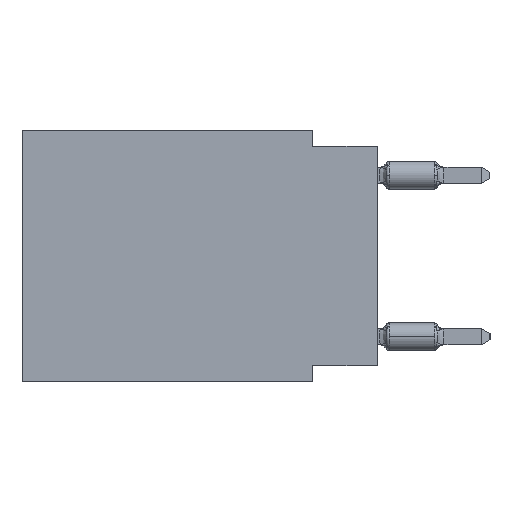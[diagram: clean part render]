
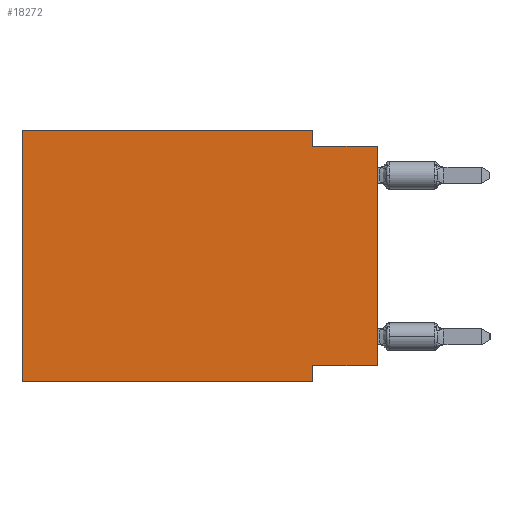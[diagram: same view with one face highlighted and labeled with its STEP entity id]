
A CAD part, left-side view. The second image highlights one B-rep face of the part: STEP entity #18272.
In plain terms, the highlighted planar face has unit normal (-1, 0, 0).
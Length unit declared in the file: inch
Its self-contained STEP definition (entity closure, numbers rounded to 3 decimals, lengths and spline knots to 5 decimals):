
#224 = DIRECTION ( 'NONE',  ( 0., -1., 0. ) ) ;
#1226 = EDGE_CURVE ( 'NONE', #13520, #16178, #18183, .T. ) ;
#1238 = CARTESIAN_POINT ( 'NONE',  ( 0., 0.1, -0.365 ) ) ;
#1384 = CARTESIAN_POINT ( 'NONE',  ( 0., 0.55, 0. ) ) ;
#1637 = VECTOR ( 'NONE', #3231, 39.37008 ) ;
#1913 = EDGE_CURVE ( 'NONE', #12066, #12907, #9852, .T. ) ;
#3008 = FACE_OUTER_BOUND ( 'NONE', #4294, .T. ) ;
#3116 = DIRECTION ( 'NONE',  ( 1., 0., 0. ) ) ;
#3231 = DIRECTION ( 'NONE',  ( 0., 1., 0. ) ) ;
#3799 = EDGE_CURVE ( 'NONE', #4502, #12907, #16503, .T. ) ;
#4134 = DIRECTION ( 'NONE',  ( 0., 0., -1. ) ) ;
#4294 = EDGE_LOOP ( 'NONE', ( #14750, #7545, #7566, #4763, #11648, #13963, #7163, #16339 ) ) ;
#4375 = DIRECTION ( 'NONE',  ( 0., -1., 0. ) ) ;
#4502 = VERTEX_POINT ( 'NONE', #9689 ) ;
#4763 = ORIENTED_EDGE ( 'NONE', *, *, #1226, .F. ) ;
#4778 = LINE ( 'NONE', #10738, #12564 ) ;
#5456 = EDGE_CURVE ( 'NONE', #12066, #6631, #10818, .T. ) ;
#5528 = VECTOR ( 'NONE', #4375, 39.37008 ) ;
#5732 = AXIS2_PLACEMENT_3D ( 'NONE', #1384, #3116, #7769 ) ;
#5885 = CARTESIAN_POINT ( 'NONE',  ( 0., 0.55, -0.39 ) ) ;
#6601 = CARTESIAN_POINT ( 'NONE',  ( 0., 0.55, 0. ) ) ;
#6631 = VERTEX_POINT ( 'NONE', #1238 ) ;
#7163 = ORIENTED_EDGE ( 'NONE', *, *, #18631, .F. ) ;
#7193 = LINE ( 'NONE', #6601, #8230 ) ;
#7238 = LINE ( 'NONE', #8466, #19922 ) ;
#7545 = ORIENTED_EDGE ( 'NONE', *, *, #3799, .F. ) ;
#7566 = ORIENTED_EDGE ( 'NONE', *, *, #10720, .F. ) ;
#7769 = DIRECTION ( 'NONE',  ( 0., 0., -1. ) ) ;
#8230 = VECTOR ( 'NONE', #19313, 39.37008 ) ;
#8432 = CARTESIAN_POINT ( 'NONE',  ( 0., 0.1, -0.39 ) ) ;
#8466 = CARTESIAN_POINT ( 'NONE',  ( 0., 0.1, -0.39 ) ) ;
#8500 = VERTEX_POINT ( 'NONE', #8432 ) ;
#9236 = CARTESIAN_POINT ( 'NONE',  ( 0., 0., -0.025 ) ) ;
#9528 = VECTOR ( 'NONE', #4134, 39.37008 ) ;
#9556 = DIRECTION ( 'NONE',  ( 0., 0., 1. ) ) ;
#9689 = CARTESIAN_POINT ( 'NONE',  ( 0., 0.1, -0.025 ) ) ;
#9852 = LINE ( 'NONE', #11060, #15207 ) ;
#10216 = DIRECTION ( 'NONE',  ( 0., -1., 0. ) ) ;
#10394 = LINE ( 'NONE', #13315, #9528 ) ;
#10720 = EDGE_CURVE ( 'NONE', #16178, #4502, #10394, .T. ) ;
#10736 = CARTESIAN_POINT ( 'NONE',  ( 0., 0.1, 0. ) ) ;
#10738 = CARTESIAN_POINT ( 'NONE',  ( 0., 0.55, -0.39 ) ) ;
#10818 = LINE ( 'NONE', #15569, #1637 ) ;
#11060 = CARTESIAN_POINT ( 'NONE',  ( 0., 0., 0. ) ) ;
#11431 = EDGE_CURVE ( 'NONE', #12713, #13520, #7193, .T. ) ;
#11648 = ORIENTED_EDGE ( 'NONE', *, *, #11431, .F. ) ;
#12066 = VERTEX_POINT ( 'NONE', #18769 ) ;
#12086 = CARTESIAN_POINT ( 'NONE',  ( 0., 0.55, 0. ) ) ;
#12406 = PLANE ( 'NONE',  #5732 ) ;
#12564 = VECTOR ( 'NONE', #224, 39.37008 ) ;
#12713 = VERTEX_POINT ( 'NONE', #5885 ) ;
#12907 = VERTEX_POINT ( 'NONE', #9236 ) ;
#13315 = CARTESIAN_POINT ( 'NONE',  ( 0., 0.1, 0. ) ) ;
#13400 = DIRECTION ( 'NONE',  ( 0., 0., -1. ) ) ;
#13470 = CARTESIAN_POINT ( 'NONE',  ( 0., 0., -0.025 ) ) ;
#13520 = VERTEX_POINT ( 'NONE', #12086 ) ;
#13963 = ORIENTED_EDGE ( 'NONE', *, *, #19945, .T. ) ;
#14503 = VECTOR ( 'NONE', #10216, 39.37008 ) ;
#14750 = ORIENTED_EDGE ( 'NONE', *, *, #1913, .T. ) ;
#15207 = VECTOR ( 'NONE', #9556, 39.37008 ) ;
#15569 = CARTESIAN_POINT ( 'NONE',  ( 0., 0., -0.365 ) ) ;
#16178 = VERTEX_POINT ( 'NONE', #10736 ) ;
#16339 = ORIENTED_EDGE ( 'NONE', *, *, #5456, .F. ) ;
#16503 = LINE ( 'NONE', #13470, #5528 ) ;
#18183 = LINE ( 'NONE', #19683, #14503 ) ;
#18272 = ADVANCED_FACE ( 'NONE', ( #3008 ), #12406, .F. ) ;
#18631 = EDGE_CURVE ( 'NONE', #6631, #8500, #7238, .T. ) ;
#18769 = CARTESIAN_POINT ( 'NONE',  ( 0., 0., -0.365 ) ) ;
#19313 = DIRECTION ( 'NONE',  ( 0., 0., 1. ) ) ;
#19683 = CARTESIAN_POINT ( 'NONE',  ( 0., 0.55, 0. ) ) ;
#19922 = VECTOR ( 'NONE', #13400, 39.37008 ) ;
#19945 = EDGE_CURVE ( 'NONE', #12713, #8500, #4778, .T. ) ;
